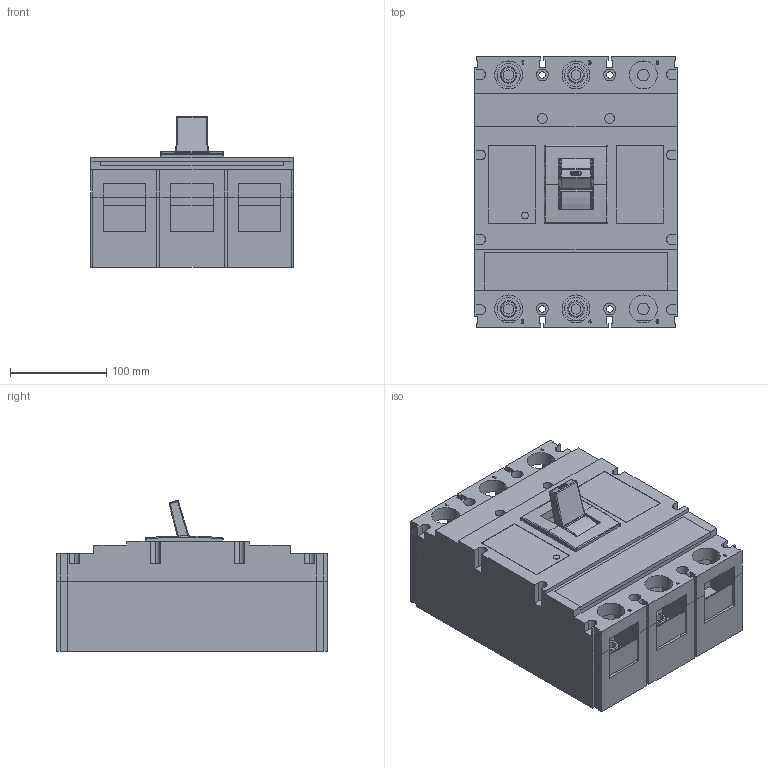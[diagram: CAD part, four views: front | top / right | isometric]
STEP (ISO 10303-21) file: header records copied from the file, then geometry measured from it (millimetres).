
FILE_DESCRIPTION (( 'STEP AP214' ), '1' );
FILE_NAME ('ÂÀ-99Ì  800-800À 3P 75êÀ ýë ðàñö (mccb99-800-800me).STEP', '2020-12-01T15:02:08', ( '' ), ( '' ), 'SwSTEP 2.0', 'SolidWorks 2019', '' );
FILE_SCHEMA (( 'AUTOMOTIVE_DESIGN' ));
Length unit declared in the file: millimetre
Products named in the file (1): ÂÀ-99Ì  800-800À 3P 75êÀ ýë ðàñö (mccb99-800-800me)
Bounding box: 210 x 281 x 156.78 mm (x, y, z)
Volume: 5962342 mm3; surface area: 442067.1 mm2
Topology: 9 solids, 9 shells, 544 faces, 1497 edges, 1020 vertices
Faces by surface type: plane 389, cylinder 126, bspline 10, torus 10, sphere 9
Entity records: 20027 total; most frequent: CARTESIAN_POINT 4532, ORIENTED_EDGE 2978, DIRECTION 2724, EDGE_CURVE 1489, VECTOR 1104, LINE 1104, VERTEX_POINT 1018, AXIS2_PLACEMENT_3D 810
